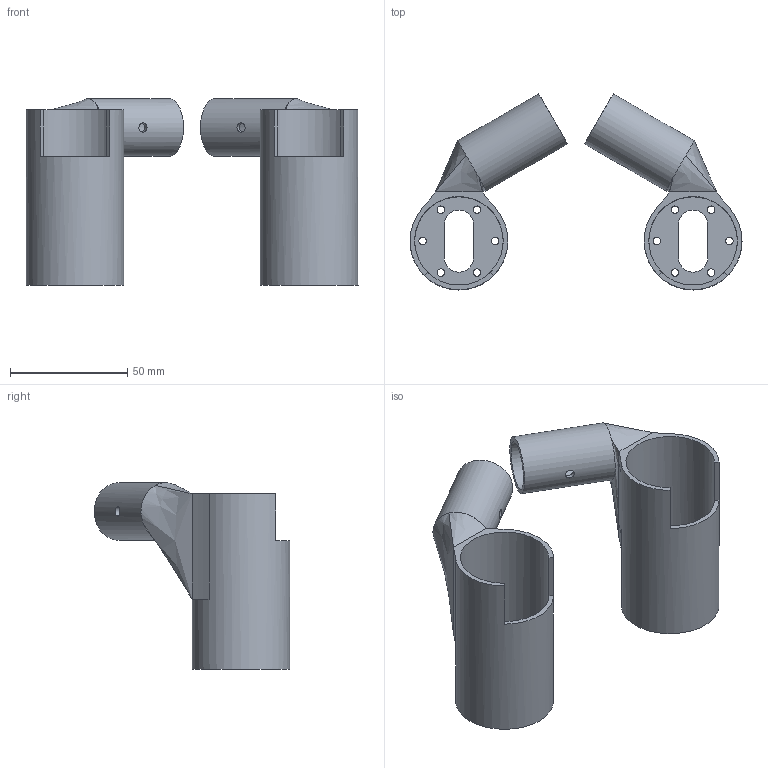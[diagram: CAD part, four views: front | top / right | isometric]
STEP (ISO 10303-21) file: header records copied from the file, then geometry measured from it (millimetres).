
FILE_DESCRIPTION(/* description */ (''),/* implementation_level */ '2;1');
FILE_NAME(/* name */ 'Wheel Motor Support Center v31.stp',/* time_stamp */ '2020-12-05T18:08:22+01:00',/* author */ (''),/* organization */ (''),/* preprocessor_version */ 'ST-DEVELOPER v18.1',/* originating_system */ 'Autodesk Translation Framework v9.3.0.1241',/* authorisation */ '');
FILE_SCHEMA (('AUTOMOTIVE_DESIGN { 1 0 10303 214 3 1 1 }'));
Length unit declared in the file: millimetre
Products named in the file (3): Wheel Motor Support  - Center; WMS - Center - Left; WMS - Center - Right
Assembly tree (2 placements, depth 2):
  Wheel Motor Support  - Center
    WMS - Center - Left
    WMS - Center - Right
Bounding box: 141.8 x 83.65 x 79.7 mm (x, y, z)
Volume: 68375.1 mm3; surface area: 53258.9 mm2
Topology: 2 solids, 2 shells, 68 faces, 206 edges, 140 vertices
Faces by surface type: cylinder 36, plane 24, bspline 8
Full cylindrical faces by diameter (mm): 3.2 x12, 4 x4, 20.6 x2, 24.6 x2, 37.8 x2, 41.8 x2
Entity records: 2990 total; most frequent: CARTESIAN_POINT 957, ORIENTED_EDGE 412, DIRECTION 400, EDGE_CURVE 206, AXIS2_PLACEMENT_3D 155, VERTEX_POINT 140, EDGE_LOOP 102, CIRCLE 90
